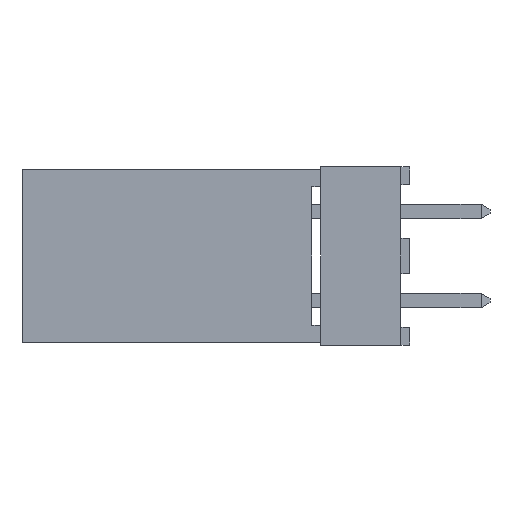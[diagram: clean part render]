
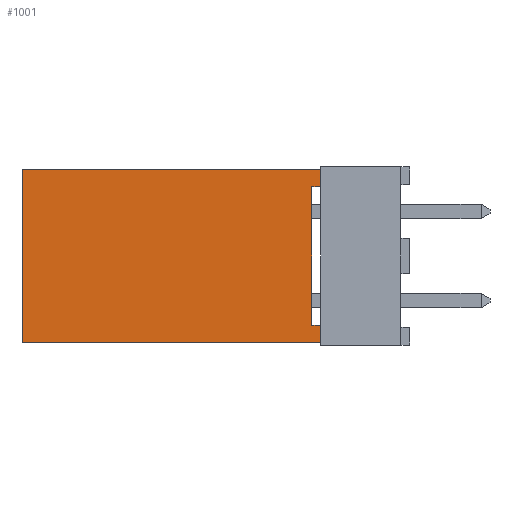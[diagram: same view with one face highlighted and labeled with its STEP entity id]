
A CAD part, left-side view. The second image highlights one B-rep face of the part: STEP entity #1001.
In plain terms, the highlighted planar face has unit normal (-1, 0, 0).
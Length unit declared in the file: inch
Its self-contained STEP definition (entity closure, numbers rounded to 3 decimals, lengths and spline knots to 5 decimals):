
#1001 = ADVANCED_FACE( '', ( #2183 ), #2184, .F. );
#2183 = FACE_OUTER_BOUND( '', #3563, .T. );
#2184 = PLANE( '', #3564 );
#3563 = EDGE_LOOP( '', ( #6434, #6435, #6436, #6437, #6438, #6439, #6440, #6441 ) );
#3564 = AXIS2_PLACEMENT_3D( '', #6442, #6443, #6444 );
#6434 = ORIENTED_EDGE( '', *, *, #9200, .T. );
#6435 = ORIENTED_EDGE( '', *, *, #9086, .T. );
#6436 = ORIENTED_EDGE( '', *, *, #9090, .F. );
#6437 = ORIENTED_EDGE( '', *, *, #8611, .F. );
#6438 = ORIENTED_EDGE( '', *, *, #8328, .T. );
#6439 = ORIENTED_EDGE( '', *, *, #9364, .T. );
#6440 = ORIENTED_EDGE( '', *, *, #8505, .T. );
#6441 = ORIENTED_EDGE( '', *, *, #9402, .T. );
#6442 = CARTESIAN_POINT( '', ( 0., 0.335, -0.0975 ) );
#6443 = DIRECTION( '', ( 1., 0., 0. ) );
#6444 = DIRECTION( '', ( 0., 0., -1. ) );
#8328 = EDGE_CURVE( '', #9971, #9969, #9972, .T. );
#8505 = EDGE_CURVE( '', #10300, #10304, #10306, .T. );
#8611 = EDGE_CURVE( '', #9971, #10488, #10489, .T. );
#9086 = EDGE_CURVE( '', #11230, #11228, #11231, .T. );
#9090 = EDGE_CURVE( '', #10488, #11228, #11236, .T. );
#9200 = EDGE_CURVE( '', #11388, #11230, #11391, .T. );
#9364 = EDGE_CURVE( '', #9969, #10300, #11620, .T. );
#9402 = EDGE_CURVE( '', #10304, #11388, #11665, .T. );
#9969 = VERTEX_POINT( '', #12364 );
#9971 = VERTEX_POINT( '', #12367 );
#9972 = LINE( '', #12368, #12369 );
#10300 = VERTEX_POINT( '', #12858 );
#10304 = VERTEX_POINT( '', #12864 );
#10306 = LINE( '', #12867, #12868 );
#10488 = VERTEX_POINT( '', #13139 );
#10489 = LINE( '', #13140, #13141 );
#11228 = VERTEX_POINT( '', #14233 );
#11230 = VERTEX_POINT( '', #14236 );
#11231 = LINE( '', #14237, #14238 );
#11236 = LINE( '', #14245, #14246 );
#11388 = VERTEX_POINT( '', #14477 );
#11391 = LINE( '', #14482, #14483 );
#11620 = LINE( '', #14826, #14827 );
#11665 = LINE( '', #14899, #14900 );
#12364 = CARTESIAN_POINT( '', ( 0., 0., -0.0975 ) );
#12367 = CARTESIAN_POINT( '', ( 0., 0.335, -0.0975 ) );
#12368 = CARTESIAN_POINT( '', ( 0., 0.335, -0.0975 ) );
#12369 = VECTOR( '', #15720, 39.37008 );
#12858 = CARTESIAN_POINT( '', ( 0., 0., -0.0775 ) );
#12864 = CARTESIAN_POINT( '', ( 0., 0.01, -0.0775 ) );
#12867 = CARTESIAN_POINT( '', ( 0., 0., -0.0775 ) );
#12868 = VECTOR( '', #15885, 39.37008 );
#13139 = CARTESIAN_POINT( '', ( 0., 0.335, 0.0975 ) );
#13140 = CARTESIAN_POINT( '', ( 0., 0.335, -0.0975 ) );
#13141 = VECTOR( '', #15975, 39.37008 );
#14233 = CARTESIAN_POINT( '', ( 0., 0., 0.0975 ) );
#14236 = CARTESIAN_POINT( '', ( 0., 0., 0.0775 ) );
#14237 = CARTESIAN_POINT( '', ( 0., 0., -0.0975 ) );
#14238 = VECTOR( '', #16369, 39.37008 );
#14245 = CARTESIAN_POINT( '', ( 0., 0.335, 0.0975 ) );
#14246 = VECTOR( '', #16372, 39.37008 );
#14477 = CARTESIAN_POINT( '', ( 0., 0.01, 0.0775 ) );
#14482 = CARTESIAN_POINT( '', ( 0., 0.01, 0.0775 ) );
#14483 = VECTOR( '', #16457, 39.37008 );
#14826 = CARTESIAN_POINT( '', ( 0., 0., -0.0975 ) );
#14827 = VECTOR( '', #16575, 39.37008 );
#14899 = CARTESIAN_POINT( '', ( 0., 0.01, -0.0775 ) );
#14900 = VECTOR( '', #16603, 39.37008 );
#15720 = DIRECTION( '', ( 0., -1., 0. ) );
#15885 = DIRECTION( '', ( 0., 1., 0. ) );
#15975 = DIRECTION( '', ( 0., 0., 1. ) );
#16369 = DIRECTION( '', ( 0., 0., 1. ) );
#16372 = DIRECTION( '', ( 0., -1., 0. ) );
#16457 = DIRECTION( '', ( 0., -1., 0. ) );
#16575 = DIRECTION( '', ( 0., 0., 1. ) );
#16603 = DIRECTION( '', ( 0., 0., 1. ) );
